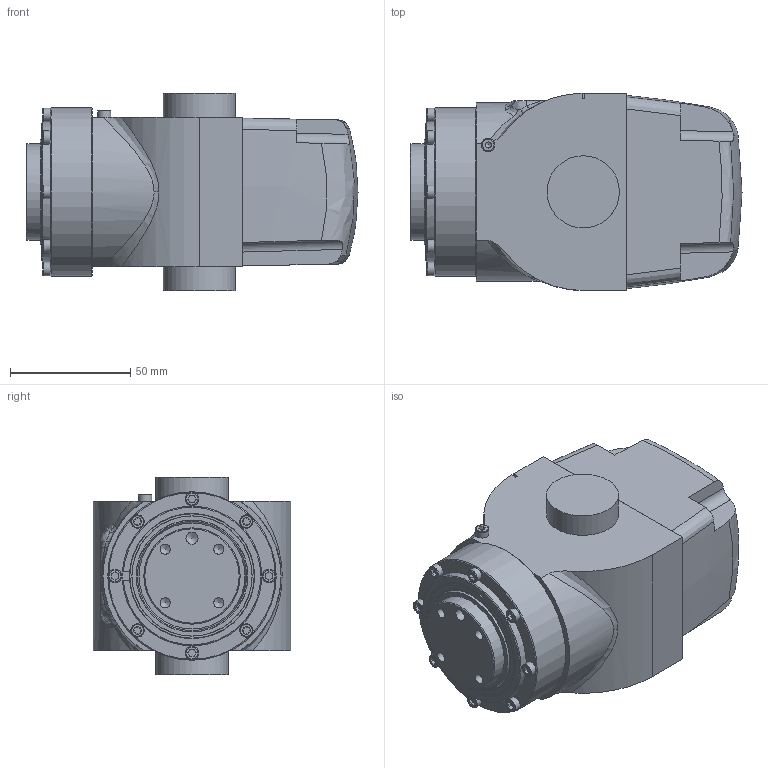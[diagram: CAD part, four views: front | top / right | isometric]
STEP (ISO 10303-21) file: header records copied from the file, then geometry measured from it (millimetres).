
FILE_DESCRIPTION(/* description */ (''),/* implementation_level */ '2;1');
FILE_NAME(/* name */ '5th_axis_.step',/* time_stamp */ '2024-01-04T19:55:55+05:30',/* author */ (''),/* organization */ (''),/* preprocessor_version */ 'ST-DEVELOPER v20',/* originating_system */ 'Autodesk Translation Framework v12.14.0.127',/* authorisation */ '');
FILE_SCHEMA (('AUTOMOTIVE_DESIGN { 1 0 10303 214 3 1 1 }'));
Length unit declared in the file: millimetre
Products named in the file (1): 5th_axis
Bounding box: 138 x 82 x 82 mm (x, y, z)
Volume: 576123 mm3; surface area: 51920 mm2
Topology: 1 solids, 4 shells, 334 faces, 788 edges, 476 vertices
Faces by surface type: cylinder 136, plane 130, bspline 33, cone 24, torus 11
Full cylindrical faces by diameter (mm): 4.2 x4, 5 x1, 5.5 x9, 30 x2, 40 x2, 44 x2, 45.4 x1, 46.22 x1, 51.674 x1, 51.999 x1, 52 x1, 58 x1, 70 x1
Entity records: 12498 total; most frequent: CARTESIAN_POINT 4864, DIRECTION 1624, ORIENTED_EDGE 1564, EDGE_CURVE 782, AXIS2_PLACEMENT_3D 618, VERTEX_POINT 476, LINE 388, VECTOR 388
